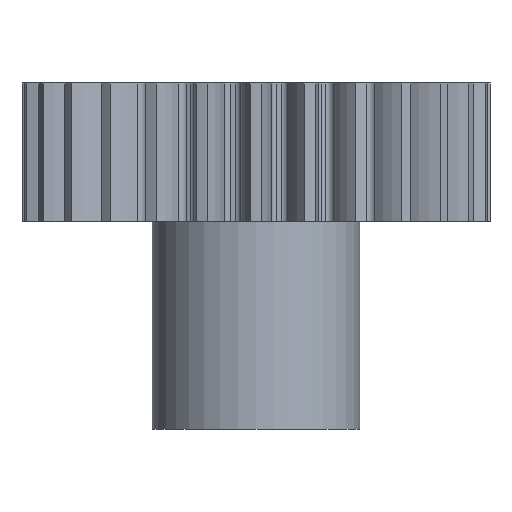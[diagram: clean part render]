
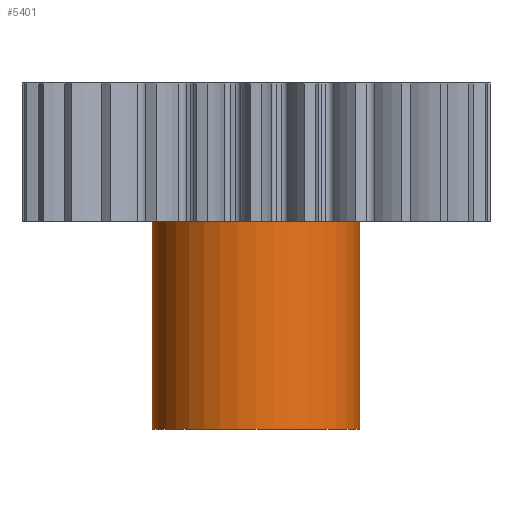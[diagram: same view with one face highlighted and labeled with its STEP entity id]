
A CAD part, front view. The second image highlights one B-rep face of the part: STEP entity #5401.
In plain terms, the highlighted cylindrical face has radius 4.5 mm (diameter 9 mm), a partial arc.
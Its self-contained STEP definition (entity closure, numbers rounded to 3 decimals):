
#2793 = DIRECTION ( 'NONE',  ( -1., 0., 0. ) ) ;
#2794 = AXIS2_PLACEMENT_3D ( 'NONE', #2800, #2808, #2793 ) ;
#2800 = CARTESIAN_POINT ( 'NONE',  ( 0., 0., 1.5 ) ) ;
#2808 = DIRECTION ( 'NONE',  ( 0., 0., -1. ) ) ;
#2810 = CIRCLE ( 'NONE', #2794, 4.5 ) ;
#2921 = FACE_OUTER_BOUND ( 'NONE', #5382, .T. ) ;
#2933 = CYLINDRICAL_SURFACE ( 'NONE', #2955, 4.5 ) ;
#2950 = DIRECTION ( 'NONE',  ( 1., 0., 0. ) ) ;
#2951 = AXIS2_PLACEMENT_3D ( 'NONE', #2962, #2954, #2950 ) ;
#2953 = CIRCLE ( 'NONE', #2951, 4.5 ) ;
#2954 = DIRECTION ( 'NONE',  ( 0., 0., 1. ) ) ;
#2955 = AXIS2_PLACEMENT_3D ( 'NONE', #2959, #2961, #2960 ) ;
#2959 = CARTESIAN_POINT ( 'NONE',  ( 0., 0., -9. ) ) ;
#2960 = DIRECTION ( 'NONE',  ( 1., 0., 0. ) ) ;
#2961 = DIRECTION ( 'NONE',  ( 0., 0., 1. ) ) ;
#2962 = CARTESIAN_POINT ( 'NONE',  ( 0., 0., -9. ) ) ;
#3179 = EDGE_CURVE ( 'NONE', #3183, #3193, #5840, .T. ) ;
#3180 = VERTEX_POINT ( 'NONE', #5845 ) ;
#3183 = VERTEX_POINT ( 'NONE', #5843 ) ;
#3186 = EDGE_CURVE ( 'NONE', #3192, #3180, #5889, .T. ) ;
#3192 = VERTEX_POINT ( 'NONE', #5872 ) ;
#3193 = VERTEX_POINT ( 'NONE', #5877 ) ;
#5283 = ORIENTED_EDGE ( 'NONE', *, *, #5402, .T. ) ;
#5297 = ORIENTED_EDGE ( 'NONE', *, *, #3186, .F. ) ;
#5300 = EDGE_CURVE ( 'NONE', #3193, #3180, #2810, .T. ) ;
#5382 = EDGE_LOOP ( 'NONE', ( #5297, #5283, #5405, #5408 ) ) ;
#5401 = ADVANCED_FACE ( 'NONE', ( #2921 ), #2933, .T. ) ;
#5402 = EDGE_CURVE ( 'NONE', #3192, #3183, #2953, .T. ) ;
#5405 = ORIENTED_EDGE ( 'NONE', *, *, #3179, .T. ) ;
#5408 = ORIENTED_EDGE ( 'NONE', *, *, #5300, .T. ) ;
#5831 = DIRECTION ( 'NONE',  ( 0., 0., 1. ) ) ;
#5832 = VECTOR ( 'NONE', #5831, 1000. ) ;
#5840 = LINE ( 'NONE', #5853, #5832 ) ;
#5841 = CARTESIAN_POINT ( 'NONE',  ( -4.5, 0., -9. ) ) ;
#5843 = CARTESIAN_POINT ( 'NONE',  ( 4.5, 0., -9. ) ) ;
#5845 = CARTESIAN_POINT ( 'NONE',  ( -4.5, 0., 1.5 ) ) ;
#5853 = CARTESIAN_POINT ( 'NONE',  ( 4.5, 0., -9. ) ) ;
#5872 = CARTESIAN_POINT ( 'NONE',  ( -4.5, 0., -9. ) ) ;
#5877 = CARTESIAN_POINT ( 'NONE',  ( 4.5, 0., 1.5 ) ) ;
#5883 = DIRECTION ( 'NONE',  ( 0., 0., 1. ) ) ;
#5884 = VECTOR ( 'NONE', #5883, 1000. ) ;
#5889 = LINE ( 'NONE', #5841, #5884 ) ;
